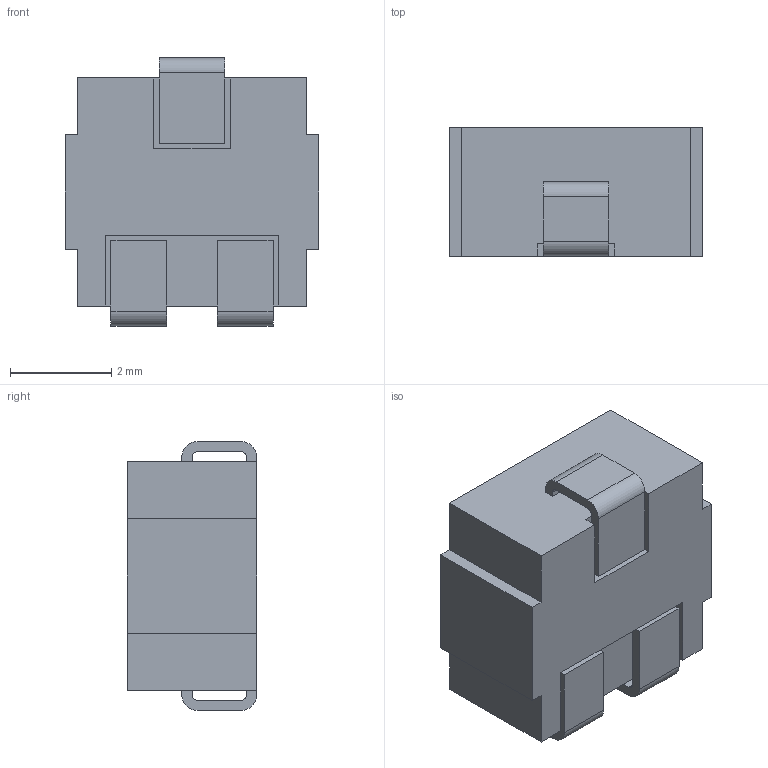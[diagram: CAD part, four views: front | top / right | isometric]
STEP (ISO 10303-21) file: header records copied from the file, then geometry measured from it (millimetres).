
FILE_DESCRIPTION (( 'STEP AP214' ), '1' );
FILE_NAME ('BODEFAU1209201820720.step', '2006-12-10T01:18:19', ( 'SysAdmin' ), ( 'SolidWorks' ), 'SwSTEP 2.0', 'SolidWorks 2007', '' );
FILE_SCHEMA (( 'AUTOMOTIVE_DESIGN' ));
Length unit declared in the file: millimetre
Products named in the file (1): BODEFAU1209201820720
Bounding box: 5 x 2.55 x 5.3 mm (x, y, z)
Volume: 54.3 mm3; surface area: 120.2 mm2
Topology: 1 solids, 1 shells, 68 faces, 182 edges, 120 vertices
Faces by surface type: plane 54, cylinder 14
Entity records: 2633 total; most frequent: CARTESIAN_POINT 371, ORIENTED_EDGE 364, DIRECTION 350, EDGE_CURVE 182, VECTOR 152, LINE 152, VERTEX_POINT 120, AXIS2_PLACEMENT_3D 99
